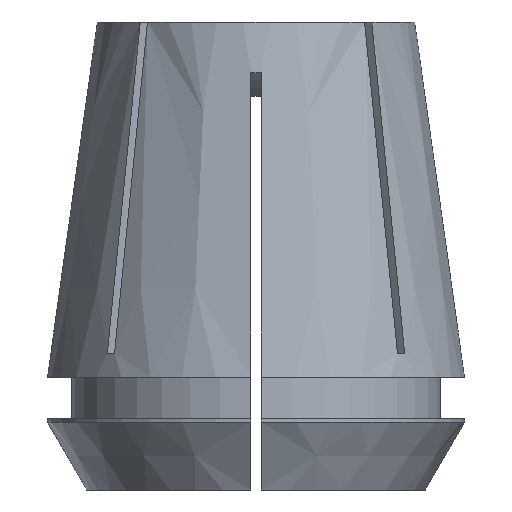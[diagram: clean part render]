
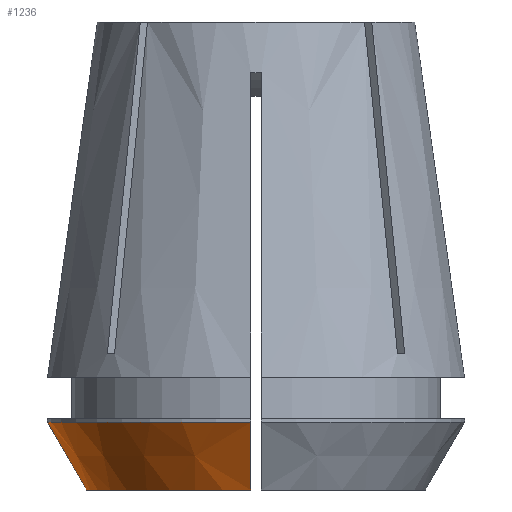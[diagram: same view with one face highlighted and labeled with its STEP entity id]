
A CAD part, front view. The second image highlights one B-rep face of the part: STEP entity #1236.
In plain terms, the highlighted conical face has half-angle 30 degrees and reference radius 16.659 mm.
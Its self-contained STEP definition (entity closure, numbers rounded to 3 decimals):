
#18 = CARTESIAN_POINT ( 'NONE',  ( -19.806, -0.5, -40.538 ) ) ;
#70 = B_SPLINE_CURVE_WITH_KNOTS ( 'NONE', 3,
 ( #2610, #2893, #524, #1606, #2459, #1438, #1557 ),
 .UNSPECIFIED., .F., .F.,
 ( 4, 3, 4 ),
 ( 0.021, 0.025, 0.029 ),
 .UNSPECIFIED. ) ;
#77 = EDGE_CURVE ( 'NONE', #1836, #698, #70, .T. ) ;
#121 = VERTEX_POINT ( 'NONE', #937 ) ;
#154 = CARTESIAN_POINT ( 'NONE',  ( 0., 0., -46. ) ) ;
#195 = CARTESIAN_POINT ( 'NONE',  ( -20.494, -0.5, -39.346 ) ) ;
#209 = DIRECTION ( 'NONE',  ( 1., 0., 0. ) ) ;
#218 = DIRECTION ( 'NONE',  ( 0., 0., 1. ) ) ;
#448 = CARTESIAN_POINT ( 'NONE',  ( -19.118, -0.5, -41.73 ) ) ;
#476 = EDGE_CURVE ( 'NONE', #121, #1836, #2354, .T. ) ;
#524 = CARTESIAN_POINT ( 'NONE',  ( -0.5, -17.837, -43.947 ) ) ;
#549 = AXIS2_PLACEMENT_3D ( 'NONE', #2682, #2664, #1923 ) ;
#698 = VERTEX_POINT ( 'NONE', #910 ) ;
#885 = CARTESIAN_POINT ( 'NONE',  ( -18.429, -0.5, -42.921 ) ) ;
#910 = CARTESIAN_POINT ( 'NONE',  ( -0.5, -20.494, -39.346 ) ) ;
#912 = ORIENTED_EDGE ( 'NONE', *, *, #77, .T. ) ;
#937 = CARTESIAN_POINT ( 'NONE',  ( -16.651, -0.5, -46. ) ) ;
#1236 = ADVANCED_FACE ( 'NONE', ( #1455 ), #1914, .T. ) ;
#1398 = CARTESIAN_POINT ( 'NONE',  ( -17.837, -0.5, -43.947 ) ) ;
#1438 = CARTESIAN_POINT ( 'NONE',  ( -0.5, -19.806, -40.538 ) ) ;
#1455 = FACE_OUTER_BOUND ( 'NONE', #2368, .T. ) ;
#1557 = CARTESIAN_POINT ( 'NONE',  ( -0.5, -20.494, -39.346 ) ) ;
#1580 = CARTESIAN_POINT ( 'NONE',  ( -0.5, -16.651, -46. ) ) ;
#1589 = ORIENTED_EDGE ( 'NONE', *, *, #476, .T. ) ;
#1597 = CARTESIAN_POINT ( 'NONE',  ( -16.651, -0.5, -46. ) ) ;
#1606 = CARTESIAN_POINT ( 'NONE',  ( -0.5, -18.429, -42.921 ) ) ;
#1621 = AXIS2_PLACEMENT_3D ( 'NONE', #154, #218, #209 ) ;
#1684 = VERTEX_POINT ( 'NONE', #195 ) ;
#1709 = EDGE_CURVE ( 'NONE', #121, #1684, #2082, .T. ) ;
#1814 = CARTESIAN_POINT ( 'NONE',  ( -20.494, -0.5, -39.346 ) ) ;
#1834 = AXIS2_PLACEMENT_3D ( 'NONE', #2302, #2315, #2508 ) ;
#1836 = VERTEX_POINT ( 'NONE', #1580 ) ;
#1914 = CONICAL_SURFACE ( 'NONE', #549, 16.659, 0.524 ) ;
#1923 = DIRECTION ( 'NONE',  ( 1., 0., 0. ) ) ;
#2082 = B_SPLINE_CURVE_WITH_KNOTS ( 'NONE', 3,
 ( #1597, #2331, #1398, #885, #448, #18, #1814 ),
 .UNSPECIFIED., .F., .F.,
 ( 4, 3, 4 ),
 ( 0.021, 0.025, 0.029 ),
 .UNSPECIFIED. ) ;
#2263 = EDGE_CURVE ( 'NONE', #1684, #698, #2619, .T. ) ;
#2302 = CARTESIAN_POINT ( 'NONE',  ( 0., 0., -39.346 ) ) ;
#2315 = DIRECTION ( 'NONE',  ( 0., 0., 1. ) ) ;
#2331 = CARTESIAN_POINT ( 'NONE',  ( -17.244, -0.5, -44.974 ) ) ;
#2354 = CIRCLE ( 'NONE', #1621, 16.659 ) ;
#2368 = EDGE_LOOP ( 'NONE', ( #2915, #1589, #912, #2655 ) ) ;
#2459 = CARTESIAN_POINT ( 'NONE',  ( -0.5, -19.118, -41.73 ) ) ;
#2508 = DIRECTION ( 'NONE',  ( 1., 0., 0. ) ) ;
#2610 = CARTESIAN_POINT ( 'NONE',  ( -0.5, -16.651, -46. ) ) ;
#2619 = CIRCLE ( 'NONE', #1834, 20.5 ) ;
#2655 = ORIENTED_EDGE ( 'NONE', *, *, #2263, .F. ) ;
#2664 = DIRECTION ( 'NONE',  ( 0., 0., 1. ) ) ;
#2682 = CARTESIAN_POINT ( 'NONE',  ( 0., 0., -46. ) ) ;
#2893 = CARTESIAN_POINT ( 'NONE',  ( -0.5, -17.244, -44.974 ) ) ;
#2915 = ORIENTED_EDGE ( 'NONE', *, *, #1709, .F. ) ;
